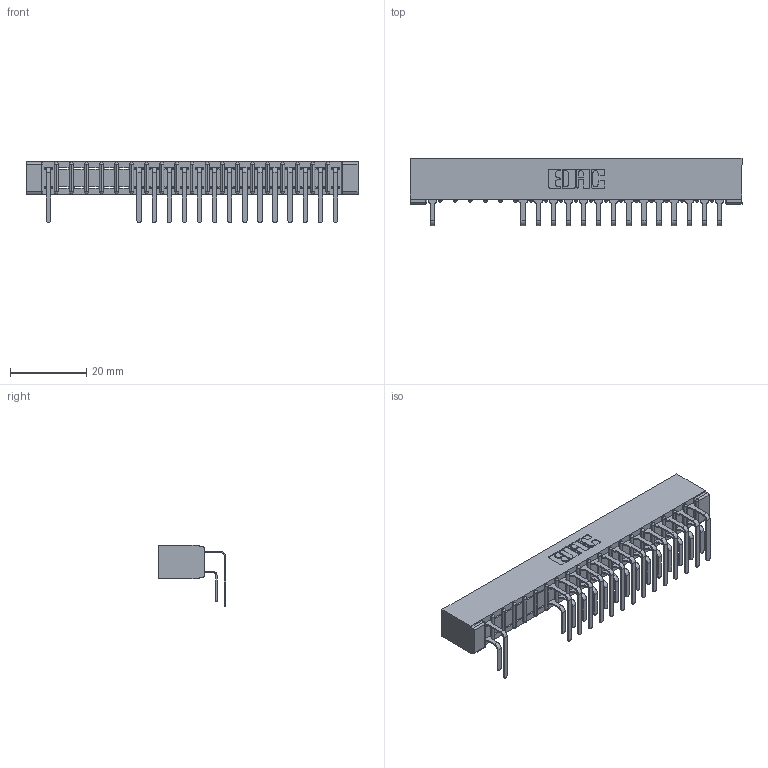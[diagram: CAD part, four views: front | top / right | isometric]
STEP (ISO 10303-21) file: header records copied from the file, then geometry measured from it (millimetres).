
FILE_DESCRIPTION (( 'STEP AP203' ), '1' );
FILE_NAME ('357-020-559-101.STEP', '2018-08-08T07:45:52', ( '' ), ( '' ), 'SwSTEP 2.0', 'SolidWorks 2016', '' );
FILE_SCHEMA (( 'CONFIG_CONTROL_DESIGN' ));
Length unit declared in the file: inch
Products named in the file (4): 307 Part_No Mounting Lugs; 307-290-001_558 559 - 1 (Single); 307-290-001_559 - 2 (Single); 357-020-559-101
Assembly tree (31 placements, depth 2):
  357-020-559-101
    307 Part_No Mounting Lugs
    307-290-001_558 559 - 1 (Single)  x15
    307-290-001_559 - 2 (Single)  x15
Bounding box: 87.12 x 17.69 x 16.08 mm (x, y, z)
Volume: 5935.6 mm3; surface area: 10834.1 mm2
Topology: 31 solids, 31 shells, 1731 faces, 4879 edges, 3154 vertices
Faces by surface type: plane 1116, cylinder 573, sphere 42
Entity records: 21347 total; most frequent: CARTESIAN_POINT 3540, ORIENTED_EDGE 3514, DIRECTION 3465, EDGE_CURVE 1757, LINE 1339, VECTOR 1339, VERTEX_POINT 1138, AXIS2_PLACEMENT_3D 1063
